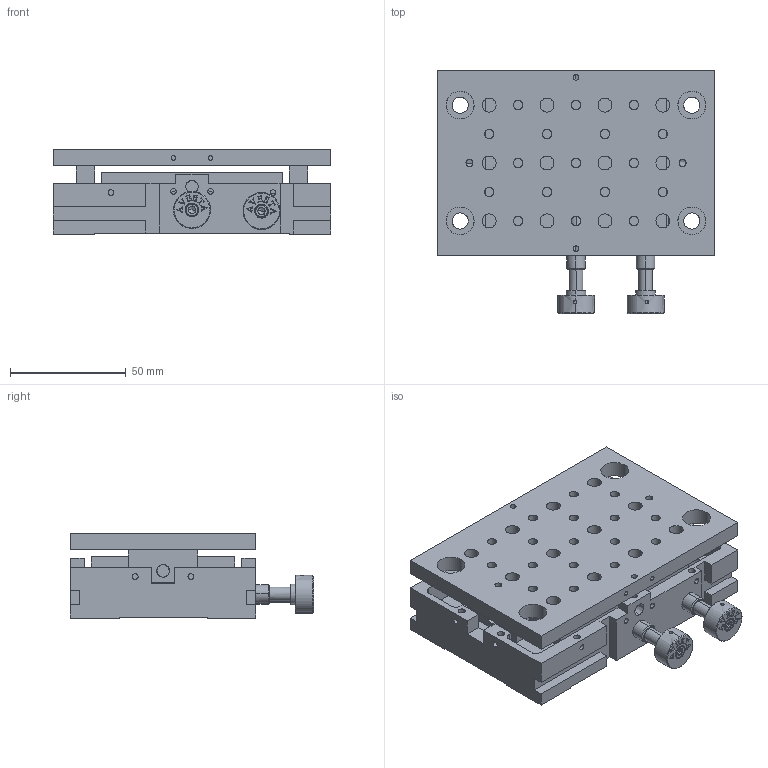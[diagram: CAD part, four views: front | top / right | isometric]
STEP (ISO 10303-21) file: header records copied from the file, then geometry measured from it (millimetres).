
FILE_DESCRIPTION(/* description */ (''),/* implementation_level */ '2;1');
FILE_NAME(/* name */ '02-GTP~1',/* time_stamp */ '2022-01-11T16:09:53+03:00',/* author */ (''),/* organization */ (''),/* preprocessor_version */ 'ST-DEVELOPER v15',/* originating_system */ '',/* authorisation */ '');
FILE_SCHEMA (('AUTOMOTIVE_DESIGN'));
Length unit declared in the file: millimetre
Products named in the file (2): Document; Block 01
Assembly tree (1 placements, depth 2):
  Document
    Block 01
Bounding box: 120 x 105 x 36.5 mm (x, y, z)
Volume: 110890.5 mm3; surface area: 82044.6 mm2
Topology: 2 solids, 4 shells, 880 faces, 2550 edges, 1713 vertices
Faces by surface type: bspline 880
Entity records: 63691 total; most frequent: CARTESIAN_POINT 31675, B_SPLINE_CURVE_WITH_KNOTS 6306, ORIENTED_EDGE 5069, PCURVE 5069, DEFINITIONAL_REPRESENTATION 5069, SURFACE_CURVE 2542, EDGE_CURVE 2542, VERTEX_POINT 1713
